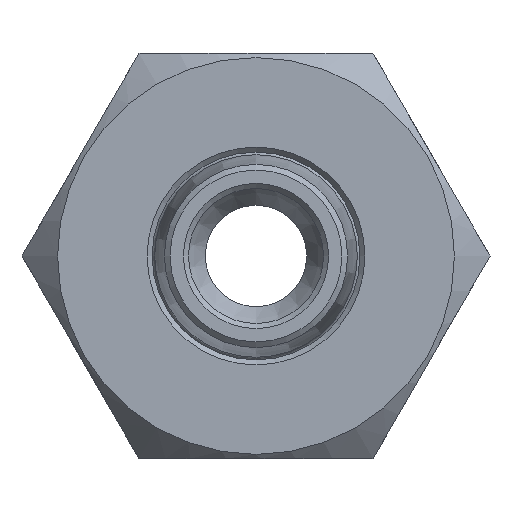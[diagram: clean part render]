
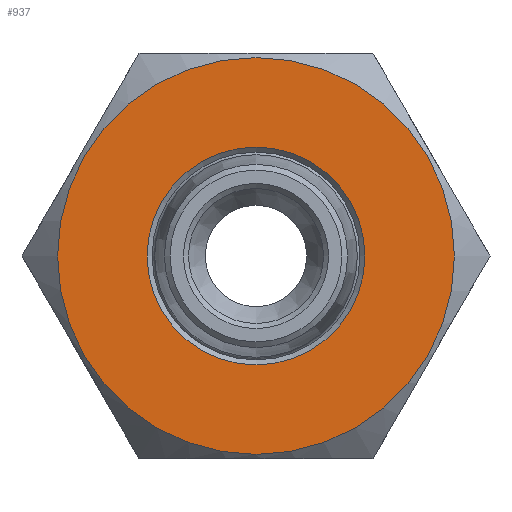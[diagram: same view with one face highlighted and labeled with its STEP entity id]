
A CAD part, left-side view. The second image highlights one B-rep face of the part: STEP entity #937.
In plain terms, the highlighted planar face has unit normal (-1, 0, 0).
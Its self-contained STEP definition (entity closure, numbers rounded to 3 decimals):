
#45=FACE_BOUND('',#163,.T.);
#72=PLANE('',#1084);
#98=FACE_OUTER_BOUND('',#162,.T.);
#162=EDGE_LOOP('',(#680));
#163=EDGE_LOOP('',(#681));
#319=CIRCLE('',#1065,11.75);
#326=CIRCLE('',#1079,6.45);
#416=VERTEX_POINT('',#1615);
#423=VERTEX_POINT('',#1648);
#505=EDGE_CURVE('',#416,#416,#319,.T.);
#519=EDGE_CURVE('',#423,#423,#326,.T.);
#680=ORIENTED_EDGE('',*,*,#505,.T.);
#681=ORIENTED_EDGE('',*,*,#519,.F.);
#937=ADVANCED_FACE('',(#98,#45),#72,.F.);
#1065=AXIS2_PLACEMENT_3D('',#1617,#1228,#1229);
#1079=AXIS2_PLACEMENT_3D('',#1649,#1261,#1262);
#1084=AXIS2_PLACEMENT_3D('',#1659,#1273,#1274);
#1228=DIRECTION('center_axis',(-1.,0.,0.));
#1229=DIRECTION('ref_axis',(0.,1.,0.));
#1261=DIRECTION('center_axis',(-1.,0.,0.));
#1262=DIRECTION('ref_axis',(0.,0.,-1.));
#1273=DIRECTION('center_axis',(1.,0.,0.));
#1274=DIRECTION('ref_axis',(0.,0.,-1.));
#1615=CARTESIAN_POINT('',(0.,-11.75,0.));
#1617=CARTESIAN_POINT('Origin',(0.,0.,0.));
#1648=CARTESIAN_POINT('',(0.,0.,6.45));
#1649=CARTESIAN_POINT('Origin',(0.,0.,0.));
#1659=CARTESIAN_POINT('Origin',(0.,0.,0.));
